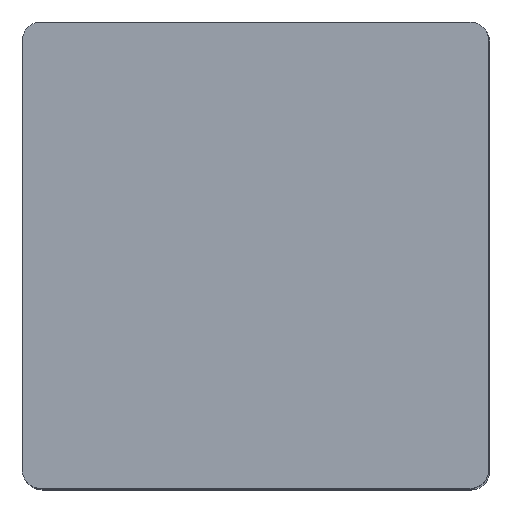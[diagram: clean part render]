
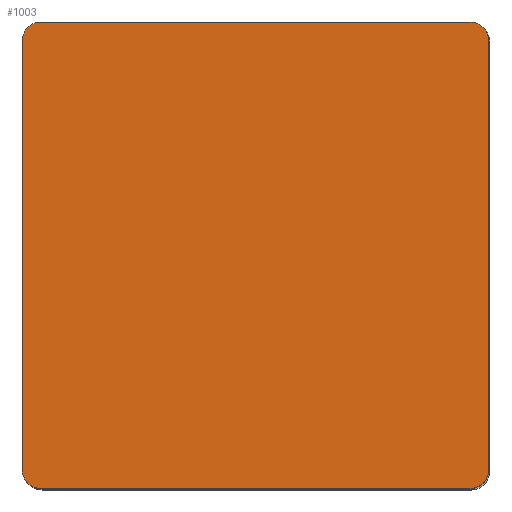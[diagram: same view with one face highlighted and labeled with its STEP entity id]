
A CAD part, top view. The second image highlights one B-rep face of the part: STEP entity #1003.
In plain terms, the highlighted face is planar.
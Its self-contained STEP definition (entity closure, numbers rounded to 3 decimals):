
#82=CIRCLE('',#1139,2.);
#83=CIRCLE('',#1140,2.);
#84=CIRCLE('',#1141,2.);
#85=CIRCLE('',#1142,2.);
#159=FACE_OUTER_BOUND('',#217,.T.);
#217=EDGE_LOOP('',(#887,#888,#889,#890,#891,#892,#893,#894));
#303=LINE('',#1743,#391);
#304=LINE('',#1747,#392);
#305=LINE('',#1751,#393);
#306=LINE('',#1754,#394);
#391=VECTOR('',#1434,10.);
#392=VECTOR('',#1437,10.);
#393=VECTOR('',#1440,10.);
#394=VECTOR('',#1443,10.);
#491=VERTEX_POINT('',#1739);
#492=VERTEX_POINT('',#1740);
#493=VERTEX_POINT('',#1742);
#494=VERTEX_POINT('',#1744);
#495=VERTEX_POINT('',#1746);
#496=VERTEX_POINT('',#1748);
#497=VERTEX_POINT('',#1750);
#498=VERTEX_POINT('',#1752);
#627=EDGE_CURVE('',#491,#492,#82,.T.);
#628=EDGE_CURVE('',#492,#493,#303,.T.);
#629=EDGE_CURVE('',#493,#494,#83,.T.);
#630=EDGE_CURVE('',#494,#495,#304,.T.);
#631=EDGE_CURVE('',#495,#496,#84,.T.);
#632=EDGE_CURVE('',#496,#497,#305,.T.);
#633=EDGE_CURVE('',#497,#498,#85,.T.);
#634=EDGE_CURVE('',#498,#491,#306,.T.);
#887=ORIENTED_EDGE('',*,*,#627,.T.);
#888=ORIENTED_EDGE('',*,*,#628,.T.);
#889=ORIENTED_EDGE('',*,*,#629,.T.);
#890=ORIENTED_EDGE('',*,*,#630,.T.);
#891=ORIENTED_EDGE('',*,*,#631,.T.);
#892=ORIENTED_EDGE('',*,*,#632,.T.);
#893=ORIENTED_EDGE('',*,*,#633,.T.);
#894=ORIENTED_EDGE('',*,*,#634,.T.);
#952=PLANE('',#1138);
#1003=ADVANCED_FACE('',(#159),#952,.T.);
#1138=AXIS2_PLACEMENT_3D('',#1738,#1430,#1431);
#1139=AXIS2_PLACEMENT_3D('',#1741,#1432,#1433);
#1140=AXIS2_PLACEMENT_3D('',#1745,#1435,#1436);
#1141=AXIS2_PLACEMENT_3D('',#1749,#1438,#1439);
#1142=AXIS2_PLACEMENT_3D('',#1753,#1441,#1442);
#1430=DIRECTION('center_axis',(0.,0.,-1.));
#1431=DIRECTION('ref_axis',(1.,0.,0.));
#1432=DIRECTION('center_axis',(0.,0.,-1.));
#1433=DIRECTION('ref_axis',(0.,-1.,0.));
#1434=DIRECTION('',(0.,1.,0.));
#1435=DIRECTION('center_axis',(0.,0.,-1.));
#1436=DIRECTION('ref_axis',(-1.,0.,0.));
#1437=DIRECTION('',(1.,0.,0.));
#1438=DIRECTION('center_axis',(0.,0.,-1.));
#1439=DIRECTION('ref_axis',(0.,1.,0.));
#1440=DIRECTION('',(0.,-1.,0.));
#1441=DIRECTION('center_axis',(0.,0.,-1.));
#1442=DIRECTION('ref_axis',(1.,0.,0.));
#1443=DIRECTION('',(-1.,0.,0.));
#1738=CARTESIAN_POINT('Origin',(-44.05,16.,-1.));
#1739=CARTESIAN_POINT('',(-67.05,-9.,-1.));
#1740=CARTESIAN_POINT('',(-69.05,-7.,-1.));
#1741=CARTESIAN_POINT('Origin',(-67.05,-7.,-1.));
#1742=CARTESIAN_POINT('',(-69.05,39.,-1.));
#1743=CARTESIAN_POINT('',(-69.05,-7.,-1.));
#1744=CARTESIAN_POINT('',(-67.05,41.,-1.));
#1745=CARTESIAN_POINT('Origin',(-67.05,39.,-1.));
#1746=CARTESIAN_POINT('',(-21.05,41.,-1.));
#1747=CARTESIAN_POINT('',(-67.05,41.,-1.));
#1748=CARTESIAN_POINT('',(-19.05,39.,-1.));
#1749=CARTESIAN_POINT('Origin',(-21.05,39.,-1.));
#1750=CARTESIAN_POINT('',(-19.05,-7.,-1.));
#1751=CARTESIAN_POINT('',(-19.05,39.,-1.));
#1752=CARTESIAN_POINT('',(-21.05,-9.,-1.));
#1753=CARTESIAN_POINT('Origin',(-21.05,-7.,-1.));
#1754=CARTESIAN_POINT('',(-21.05,-9.,-1.));
